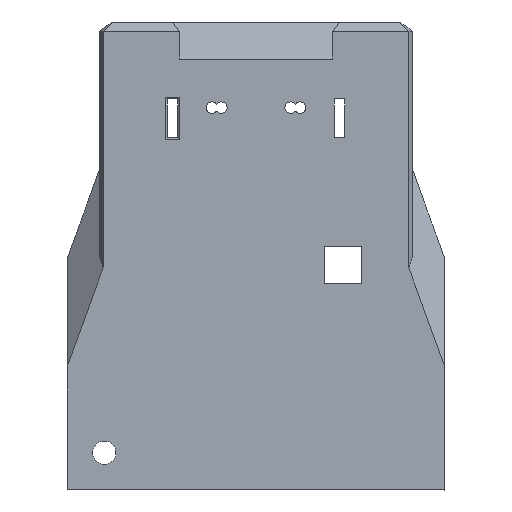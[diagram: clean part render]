
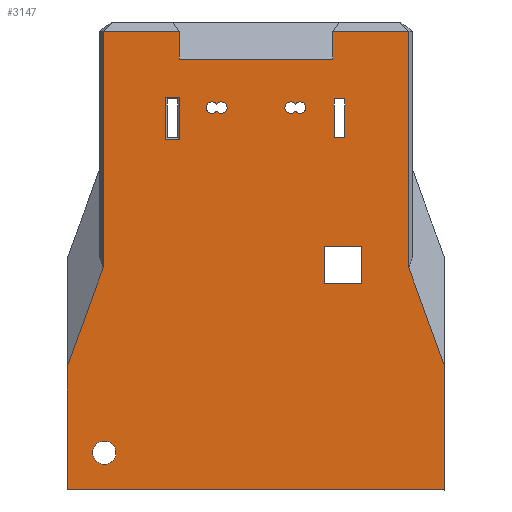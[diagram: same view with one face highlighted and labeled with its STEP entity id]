
A CAD part, top view. The second image highlights one B-rep face of the part: STEP entity #3147.
In plain terms, the highlighted planar face has unit normal (0, 0, 1).
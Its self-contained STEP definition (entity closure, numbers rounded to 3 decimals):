
#36=FACE_BOUND('',#420,.T.);
#37=FACE_BOUND('',#421,.T.);
#38=FACE_BOUND('',#422,.T.);
#39=FACE_BOUND('',#423,.T.);
#40=FACE_BOUND('',#424,.T.);
#41=FACE_BOUND('',#425,.T.);
#81=PLANE('',#3347);
#241=FACE_OUTER_BOUND('',#419,.T.);
#419=EDGE_LOOP('',(#2301,#2302,#2303,#2304,#2305,#2306,#2307,#2308,#2309,
#2310,#2311,#2312,#2313));
#420=EDGE_LOOP('',(#2314,#2315));
#421=EDGE_LOOP('',(#2316,#2317,#2318,#2319));
#422=EDGE_LOOP('',(#2320,#2321));
#423=EDGE_LOOP('',(#2322));
#424=EDGE_LOOP('',(#2323,#2324,#2325,#2326));
#425=EDGE_LOOP('',(#2327,#2328,#2329,#2330));
#650=LINE('',#4504,#1053);
#655=LINE('',#4514,#1058);
#657=LINE('',#4518,#1060);
#660=LINE('',#4523,#1063);
#667=LINE('',#4538,#1070);
#668=LINE('',#4540,#1071);
#669=LINE('',#4542,#1072);
#670=LINE('',#4544,#1073);
#671=LINE('',#4546,#1074);
#672=LINE('',#4548,#1075);
#673=LINE('',#4550,#1076);
#674=LINE('',#4552,#1077);
#675=LINE('',#4554,#1078);
#676=LINE('',#4556,#1079);
#677=LINE('',#4558,#1080);
#678=LINE('',#4560,#1081);
#679=LINE('',#4561,#1082);
#680=LINE('',#4564,#1083);
#681=LINE('',#4566,#1084);
#682=LINE('',#4568,#1085);
#683=LINE('',#4569,#1086);
#684=LINE('',#4578,#1087);
#685=LINE('',#4580,#1088);
#686=LINE('',#4582,#1089);
#687=LINE('',#4583,#1090);
#1053=VECTOR('',#3639,10.);
#1058=VECTOR('',#3646,10.);
#1060=VECTOR('',#3650,10.);
#1063=VECTOR('',#3655,10.);
#1070=VECTOR('',#3668,10.);
#1071=VECTOR('',#3669,10.);
#1072=VECTOR('',#3670,10.);
#1073=VECTOR('',#3671,10.);
#1074=VECTOR('',#3672,10.);
#1075=VECTOR('',#3673,10.);
#1076=VECTOR('',#3674,10.);
#1077=VECTOR('',#3675,10.);
#1078=VECTOR('',#3676,10.);
#1079=VECTOR('',#3677,10.);
#1080=VECTOR('',#3678,10.);
#1081=VECTOR('',#3679,10.);
#1082=VECTOR('',#3680,10.);
#1083=VECTOR('',#3681,10.);
#1084=VECTOR('',#3682,10.);
#1085=VECTOR('',#3683,10.);
#1086=VECTOR('',#3684,10.);
#1087=VECTOR('',#3691,10.);
#1088=VECTOR('',#3692,10.);
#1089=VECTOR('',#3693,10.);
#1090=VECTOR('',#3694,10.);
#1409=CIRCLE('',#3319,1.25);
#1411=CIRCLE('',#3322,1.25);
#1416=CIRCLE('',#3348,1.25);
#1417=CIRCLE('',#3349,1.25);
#1418=CIRCLE('',#3350,2.5);
#1444=VERTEX_POINT('',#4393);
#1445=VERTEX_POINT('',#4395);
#1482=VERTEX_POINT('',#4502);
#1483=VERTEX_POINT('',#4503);
#1487=VERTEX_POINT('',#4513);
#1488=VERTEX_POINT('',#4517);
#1493=VERTEX_POINT('',#4536);
#1494=VERTEX_POINT('',#4537);
#1495=VERTEX_POINT('',#4539);
#1496=VERTEX_POINT('',#4541);
#1497=VERTEX_POINT('',#4543);
#1498=VERTEX_POINT('',#4545);
#1499=VERTEX_POINT('',#4547);
#1500=VERTEX_POINT('',#4549);
#1501=VERTEX_POINT('',#4551);
#1502=VERTEX_POINT('',#4553);
#1503=VERTEX_POINT('',#4555);
#1504=VERTEX_POINT('',#4557);
#1505=VERTEX_POINT('',#4559);
#1506=VERTEX_POINT('',#4562);
#1507=VERTEX_POINT('',#4563);
#1508=VERTEX_POINT('',#4565);
#1509=VERTEX_POINT('',#4567);
#1510=VERTEX_POINT('',#4570);
#1511=VERTEX_POINT('',#4571);
#1512=VERTEX_POINT('',#4574);
#1513=VERTEX_POINT('',#4576);
#1514=VERTEX_POINT('',#4577);
#1515=VERTEX_POINT('',#4579);
#1516=VERTEX_POINT('',#4581);
#1739=EDGE_CURVE('',#1445,#1444,#1409,.T.);
#1742=EDGE_CURVE('',#1444,#1445,#1411,.T.);
#1793=EDGE_CURVE('',#1482,#1483,#650,.T.);
#1798=EDGE_CURVE('',#1483,#1487,#655,.T.);
#1800=EDGE_CURVE('',#1488,#1482,#657,.T.);
#1803=EDGE_CURVE('',#1487,#1488,#660,.T.);
#1810=EDGE_CURVE('',#1493,#1494,#667,.T.);
#1811=EDGE_CURVE('',#1495,#1493,#668,.T.);
#1812=EDGE_CURVE('',#1496,#1495,#669,.T.);
#1813=EDGE_CURVE('',#1496,#1497,#670,.T.);
#1814=EDGE_CURVE('',#1498,#1497,#671,.T.);
#1815=EDGE_CURVE('',#1498,#1499,#672,.T.);
#1816=EDGE_CURVE('',#1499,#1500,#673,.T.);
#1817=EDGE_CURVE('',#1501,#1500,#674,.T.);
#1818=EDGE_CURVE('',#1502,#1501,#675,.T.);
#1819=EDGE_CURVE('',#1503,#1502,#676,.T.);
#1820=EDGE_CURVE('',#1503,#1504,#677,.T.);
#1821=EDGE_CURVE('',#1505,#1504,#678,.T.);
#1822=EDGE_CURVE('',#1494,#1505,#679,.T.);
#1823=EDGE_CURVE('',#1506,#1507,#680,.T.);
#1824=EDGE_CURVE('',#1507,#1508,#681,.T.);
#1825=EDGE_CURVE('',#1508,#1509,#682,.T.);
#1826=EDGE_CURVE('',#1509,#1506,#683,.T.);
#1827=EDGE_CURVE('',#1510,#1511,#1416,.T.);
#1828=EDGE_CURVE('',#1511,#1510,#1417,.T.);
#1829=EDGE_CURVE('',#1512,#1512,#1418,.T.);
#1830=EDGE_CURVE('',#1513,#1514,#684,.T.);
#1831=EDGE_CURVE('',#1514,#1515,#685,.T.);
#1832=EDGE_CURVE('',#1515,#1516,#686,.T.);
#1833=EDGE_CURVE('',#1516,#1513,#687,.T.);
#2301=ORIENTED_EDGE('',*,*,#1810,.F.);
#2302=ORIENTED_EDGE('',*,*,#1811,.F.);
#2303=ORIENTED_EDGE('',*,*,#1812,.F.);
#2304=ORIENTED_EDGE('',*,*,#1813,.T.);
#2305=ORIENTED_EDGE('',*,*,#1814,.F.);
#2306=ORIENTED_EDGE('',*,*,#1815,.T.);
#2307=ORIENTED_EDGE('',*,*,#1816,.T.);
#2308=ORIENTED_EDGE('',*,*,#1817,.F.);
#2309=ORIENTED_EDGE('',*,*,#1818,.F.);
#2310=ORIENTED_EDGE('',*,*,#1819,.F.);
#2311=ORIENTED_EDGE('',*,*,#1820,.T.);
#2312=ORIENTED_EDGE('',*,*,#1821,.F.);
#2313=ORIENTED_EDGE('',*,*,#1822,.F.);
#2314=ORIENTED_EDGE('',*,*,#1739,.T.);
#2315=ORIENTED_EDGE('',*,*,#1742,.T.);
#2316=ORIENTED_EDGE('',*,*,#1823,.T.);
#2317=ORIENTED_EDGE('',*,*,#1824,.T.);
#2318=ORIENTED_EDGE('',*,*,#1825,.T.);
#2319=ORIENTED_EDGE('',*,*,#1826,.T.);
#2320=ORIENTED_EDGE('',*,*,#1827,.T.);
#2321=ORIENTED_EDGE('',*,*,#1828,.T.);
#2322=ORIENTED_EDGE('',*,*,#1829,.T.);
#2323=ORIENTED_EDGE('',*,*,#1830,.T.);
#2324=ORIENTED_EDGE('',*,*,#1831,.T.);
#2325=ORIENTED_EDGE('',*,*,#1832,.T.);
#2326=ORIENTED_EDGE('',*,*,#1833,.T.);
#2327=ORIENTED_EDGE('',*,*,#1793,.F.);
#2328=ORIENTED_EDGE('',*,*,#1800,.F.);
#2329=ORIENTED_EDGE('',*,*,#1803,.F.);
#2330=ORIENTED_EDGE('',*,*,#1798,.F.);
#3147=ADVANCED_FACE('',(#241,#36,#37,#38,#39,#40,#41),#81,.T.);
#3319=AXIS2_PLACEMENT_3D('',#4396,#3546,#3547);
#3322=AXIS2_PLACEMENT_3D('',#4400,#3553,#3554);
#3347=AXIS2_PLACEMENT_3D('',#4535,#3666,#3667);
#3348=AXIS2_PLACEMENT_3D('',#4572,#3685,#3686);
#3349=AXIS2_PLACEMENT_3D('',#4573,#3687,#3688);
#3350=AXIS2_PLACEMENT_3D('',#4575,#3689,#3690);
#3546=DIRECTION('center_axis',(0.,0.,-1.));
#3547=DIRECTION('ref_axis',(1.,0.,0.));
#3553=DIRECTION('center_axis',(0.,0.,-1.));
#3554=DIRECTION('ref_axis',(1.,0.,0.));
#3639=DIRECTION('',(0.,1.,0.));
#3646=DIRECTION('',(-1.,0.,0.));
#3650=DIRECTION('',(1.,0.,0.));
#3655=DIRECTION('',(0.,-1.,0.));
#3666=DIRECTION('center_axis',(0.,0.,1.));
#3667=DIRECTION('ref_axis',(1.,0.,0.));
#3668=DIRECTION('',(1.,0.,0.));
#3669=DIRECTION('',(0.,1.,0.));
#3670=DIRECTION('',(0.342,0.94,0.));
#3671=DIRECTION('',(0.,-1.,0.));
#3672=DIRECTION('',(0.,1.,0.));
#3673=DIRECTION('',(1.,0.,0.));
#3674=DIRECTION('',(0.,1.,0.));
#3675=DIRECTION('',(0.342,-0.94,0.));
#3676=DIRECTION('',(0.,-1.,0.));
#3677=DIRECTION('',(1.,0.,0.));
#3678=DIRECTION('',(0.,-1.,0.));
#3679=DIRECTION('',(1.,0.,0.));
#3680=DIRECTION('',(0.,-1.,0.));
#3681=DIRECTION('',(0.,-1.,0.));
#3682=DIRECTION('',(-1.,0.,0.));
#3683=DIRECTION('',(0.,1.,0.));
#3684=DIRECTION('',(1.,0.,0.));
#3685=DIRECTION('center_axis',(0.,0.,-1.));
#3686=DIRECTION('ref_axis',(-1.,0.,0.));
#3687=DIRECTION('center_axis',(0.,0.,-1.));
#3688=DIRECTION('ref_axis',(-1.,0.,0.));
#3689=DIRECTION('center_axis',(0.,0.,-1.));
#3690=DIRECTION('ref_axis',(1.,0.,0.));
#3691=DIRECTION('',(0.,-1.,0.));
#3692=DIRECTION('',(-1.,0.,0.));
#3693=DIRECTION('',(0.,1.,0.));
#3694=DIRECTION('',(1.,0.,0.));
#4393=CARTESIAN_POINT('',(8.5,33.25,28.5));
#4395=CARTESIAN_POINT('',(8.5,31.75,28.5));
#4396=CARTESIAN_POINT('Origin',(7.5,32.5,28.5));
#4400=CARTESIAN_POINT('Origin',(9.5,32.5,28.5));
#4502=CARTESIAN_POINT('',(-16.5,25.6,28.5));
#4503=CARTESIAN_POINT('',(-16.5,34.8,28.5));
#4504=CARTESIAN_POINT('',(-16.5,13.25,28.5));
#4513=CARTESIAN_POINT('',(-19.6,34.8,28.5));
#4514=CARTESIAN_POINT('',(-8.45,34.8,28.5));
#4517=CARTESIAN_POINT('',(-19.6,25.6,28.5));
#4518=CARTESIAN_POINT('',(-9.6,25.6,28.5));
#4523=CARTESIAN_POINT('',(-19.6,17.45,28.5));
#4535=CARTESIAN_POINT('Origin',(0.,0.5,28.5));
#4536=CARTESIAN_POINT('',(-33.,49.,28.5));
#4537=CARTESIAN_POINT('',(-16.586,49.,28.5));
#4538=CARTESIAN_POINT('',(11.094,49.,28.5));
#4539=CARTESIAN_POINT('',(-33.,-2.097,28.5));
#4540=CARTESIAN_POINT('',(-33.,25.75,28.5));
#4541=CARTESIAN_POINT('',(-40.75,-23.39,28.5));
#4542=CARTESIAN_POINT('',(-21.487,29.533,28.5));
#4543=CARTESIAN_POINT('',(-40.75,-30.,28.5));
#4544=CARTESIAN_POINT('',(-40.75,0.,28.5));
#4545=CARTESIAN_POINT('',(-40.75,-50.,28.5));
#4546=CARTESIAN_POINT('',(-40.75,-50.,28.5));
#4547=CARTESIAN_POINT('',(40.75,-50.,28.5));
#4548=CARTESIAN_POINT('',(-40.75,-50.,28.5));
#4549=CARTESIAN_POINT('',(40.75,-23.39,28.5));
#4550=CARTESIAN_POINT('',(40.75,-50.,28.5));
#4551=CARTESIAN_POINT('',(33.,-2.097,28.5));
#4552=CARTESIAN_POINT('',(30.769,4.033,28.5));
#4553=CARTESIAN_POINT('',(33.,49.,28.5));
#4554=CARTESIAN_POINT('',(33.,25.75,28.5));
#4555=CARTESIAN_POINT('',(16.586,49.,28.5));
#4556=CARTESIAN_POINT('',(11.094,49.,28.5));
#4557=CARTESIAN_POINT('',(16.586,43.,28.5));
#4558=CARTESIAN_POINT('',(16.586,51.,28.5));
#4559=CARTESIAN_POINT('',(-16.586,43.,28.5));
#4560=CARTESIAN_POINT('',(11.094,43.,28.5));
#4561=CARTESIAN_POINT('',(-16.586,51.,28.5));
#4562=CARTESIAN_POINT('',(22.75,2.6,28.5));
#4563=CARTESIAN_POINT('',(22.75,-5.4,28.5));
#4564=CARTESIAN_POINT('',(22.75,1.55,28.5));
#4565=CARTESIAN_POINT('',(14.75,-5.4,28.5));
#4566=CARTESIAN_POINT('',(11.375,-5.4,28.5));
#4567=CARTESIAN_POINT('',(14.75,2.6,28.5));
#4568=CARTESIAN_POINT('',(14.75,-2.45,28.5));
#4569=CARTESIAN_POINT('',(7.375,2.6,28.5));
#4570=CARTESIAN_POINT('',(-8.5,33.25,28.5));
#4571=CARTESIAN_POINT('',(-8.5,31.75,28.5));
#4572=CARTESIAN_POINT('Origin',(-7.5,32.5,28.5));
#4573=CARTESIAN_POINT('Origin',(-9.5,32.5,28.5));
#4574=CARTESIAN_POINT('',(-35.25,-42.,28.5));
#4575=CARTESIAN_POINT('Origin',(-32.75,-42.,28.5));
#4576=CARTESIAN_POINT('',(19.2,34.4,28.5));
#4577=CARTESIAN_POINT('',(19.2,26.,28.5));
#4578=CARTESIAN_POINT('',(19.2,13.25,28.5));
#4579=CARTESIAN_POINT('',(16.9,26.,28.5));
#4580=CARTESIAN_POINT('',(8.45,26.,28.5));
#4581=CARTESIAN_POINT('',(16.9,34.4,28.5));
#4582=CARTESIAN_POINT('',(16.9,17.45,28.5));
#4583=CARTESIAN_POINT('',(9.6,34.4,28.5));
